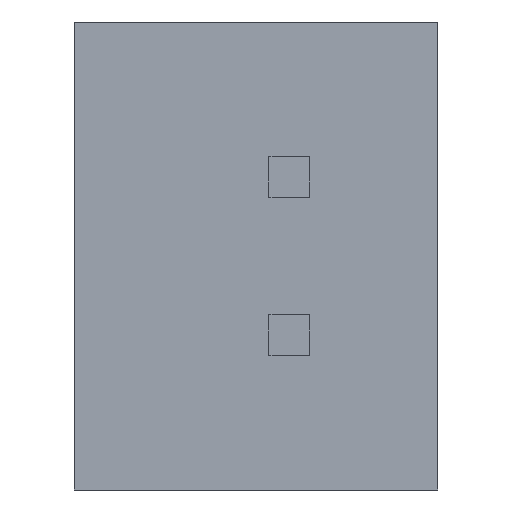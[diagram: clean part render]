
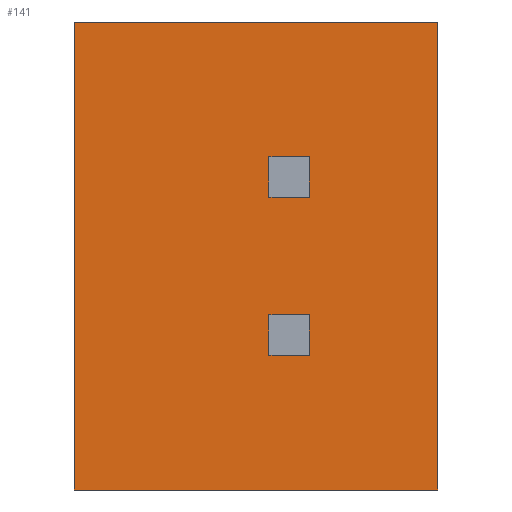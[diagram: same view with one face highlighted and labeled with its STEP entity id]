
A CAD part, front view. The second image highlights one B-rep face of the part: STEP entity #141.
In plain terms, the highlighted planar face has unit normal (0, -1, 0).
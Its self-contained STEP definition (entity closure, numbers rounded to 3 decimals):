
#141=ADVANCED_FACE('',(#425,#427,#429),#431,.F.);
#425=FACE_BOUND('',#426,.T.);
#426=EDGE_LOOP('',(#652,#653,#654,#655));
#427=FACE_BOUND('',#428,.T.);
#428=EDGE_LOOP('',(#656,#657,#658,#659));
#429=FACE_BOUND('',#430,.T.);
#430=EDGE_LOOP('',(#660,#661,#662,#663));
#431=PLANE('',#432);
#432=AXIS2_PLACEMENT_3D('',#433,#434,#435);
#433=CARTESIAN_POINT('',(0.,0.,0.));
#434=DIRECTION('',(0.,1.,0.));
#435=DIRECTION('',(0.,0.,-1.));
#652=ORIENTED_EDGE('',*,*,#766,.F.);
#653=ORIENTED_EDGE('',*,*,#774,.F.);
#654=ORIENTED_EDGE('',*,*,#772,.F.);
#655=ORIENTED_EDGE('',*,*,#770,.F.);
#656=ORIENTED_EDGE('',*,*,#788,.F.);
#657=ORIENTED_EDGE('',*,*,#789,.F.);
#658=ORIENTED_EDGE('',*,*,#790,.F.);
#659=ORIENTED_EDGE('',*,*,#791,.F.);
#660=ORIENTED_EDGE('',*,*,#792,.F.);
#661=ORIENTED_EDGE('',*,*,#793,.F.);
#662=ORIENTED_EDGE('',*,*,#794,.F.);
#663=ORIENTED_EDGE('',*,*,#795,.F.);
#766=EDGE_CURVE('',#867,#869,#870,.T.);
#770=EDGE_CURVE('',#869,#874,#875,.T.);
#772=EDGE_CURVE('',#874,#877,#878,.T.);
#774=EDGE_CURVE('',#877,#867,#880,.T.);
#788=EDGE_CURVE('',#904,#905,#906,.F.);
#789=EDGE_CURVE('',#907,#904,#908,.F.);
#790=EDGE_CURVE('',#909,#907,#910,.F.);
#791=EDGE_CURVE('',#905,#909,#911,.F.);
#792=EDGE_CURVE('',#912,#913,#914,.F.);
#793=EDGE_CURVE('',#915,#912,#916,.F.);
#794=EDGE_CURVE('',#917,#915,#918,.F.);
#795=EDGE_CURVE('',#913,#917,#919,.F.);
#867=VERTEX_POINT('',#1049);
#869=VERTEX_POINT('',#1053);
#870=LINE('',#1054,#1055);
#874=VERTEX_POINT('',#1066);
#875=LINE('',#1067,#1068);
#877=VERTEX_POINT('',#1073);
#878=LINE('',#1074,#1075);
#880=LINE('',#1080,#1081);
#904=VERTEX_POINT('',#1132);
#905=VERTEX_POINT('',#1133);
#906=LINE('',#1134,#1135);
#907=VERTEX_POINT('',#1137);
#908=LINE('',#1138,#1139);
#909=VERTEX_POINT('',#1141);
#910=LINE('',#1142,#1143);
#911=LINE('',#1145,#1146);
#912=VERTEX_POINT('',#1148);
#913=VERTEX_POINT('',#1149);
#914=LINE('',#1150,#1151);
#915=VERTEX_POINT('',#1153);
#916=LINE('',#1154,#1155);
#917=VERTEX_POINT('',#1157);
#918=LINE('',#1158,#1159);
#919=LINE('',#1161,#1162);
#1049=CARTESIAN_POINT('',(0.,0.,0.));
#1053=CARTESIAN_POINT('',(0.,0.,-7.4));
#1054=CARTESIAN_POINT('',(0.,0.,0.));
#1055=VECTOR('',#1056,1.);
#1056=DIRECTION('',(0.,0.,-1.));
#1066=CARTESIAN_POINT('',(-5.75,0.,-7.4));
#1067=CARTESIAN_POINT('',(0.,0.,-7.4));
#1068=VECTOR('',#1069,1.);
#1069=DIRECTION('',(-1.,0.,0.));
#1073=CARTESIAN_POINT('',(-5.75,0.,0.));
#1074=CARTESIAN_POINT('',(-5.75,0.,-7.4));
#1075=VECTOR('',#1076,1.);
#1076=DIRECTION('',(0.,0.,1.));
#1080=CARTESIAN_POINT('',(-5.75,0.,0.));
#1081=VECTOR('',#1082,1.);
#1082=DIRECTION('',(1.,0.,0.));
#1132=CARTESIAN_POINT('',(-2.67,0.,-5.27));
#1133=CARTESIAN_POINT('',(-2.03,0.,-5.27));
#1134=CARTESIAN_POINT('',(-2.03,0.,-5.27));
#1135=VECTOR('',#1136,1.);
#1136=DIRECTION('',(-1.,0.,0.));
#1137=CARTESIAN_POINT('',(-2.67,0.,-4.63));
#1138=CARTESIAN_POINT('',(-2.67,0.,-5.27));
#1139=VECTOR('',#1140,1.);
#1140=DIRECTION('',(0.,0.,1.));
#1141=CARTESIAN_POINT('',(-2.03,0.,-4.63));
#1142=CARTESIAN_POINT('',(-2.67,0.,-4.63));
#1143=VECTOR('',#1144,1.);
#1144=DIRECTION('',(1.,0.,0.));
#1145=CARTESIAN_POINT('',(-2.03,0.,-4.63));
#1146=VECTOR('',#1147,1.);
#1147=DIRECTION('',(0.,0.,-1.));
#1148=CARTESIAN_POINT('',(-2.67,0.,-2.77));
#1149=CARTESIAN_POINT('',(-2.03,0.,-2.77));
#1150=CARTESIAN_POINT('',(-2.03,0.,-2.77));
#1151=VECTOR('',#1152,1.);
#1152=DIRECTION('',(-1.,0.,0.));
#1153=CARTESIAN_POINT('',(-2.67,0.,-2.13));
#1154=CARTESIAN_POINT('',(-2.67,0.,-2.77));
#1155=VECTOR('',#1156,1.);
#1156=DIRECTION('',(0.,0.,1.));
#1157=CARTESIAN_POINT('',(-2.03,0.,-2.13));
#1158=CARTESIAN_POINT('',(-2.67,0.,-2.13));
#1159=VECTOR('',#1160,1.);
#1160=DIRECTION('',(1.,0.,0.));
#1161=CARTESIAN_POINT('',(-2.03,0.,-2.13));
#1162=VECTOR('',#1163,1.);
#1163=DIRECTION('',(0.,0.,-1.));
